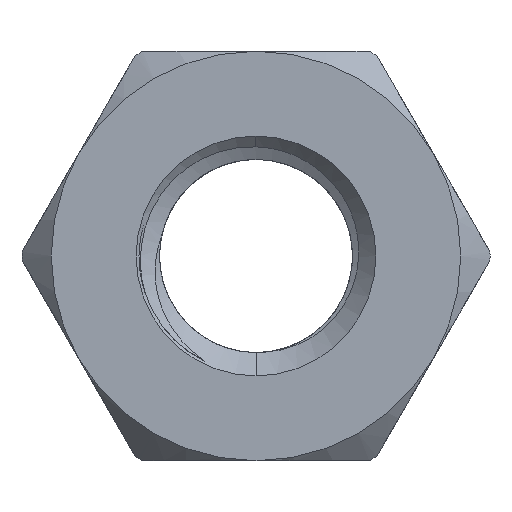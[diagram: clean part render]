
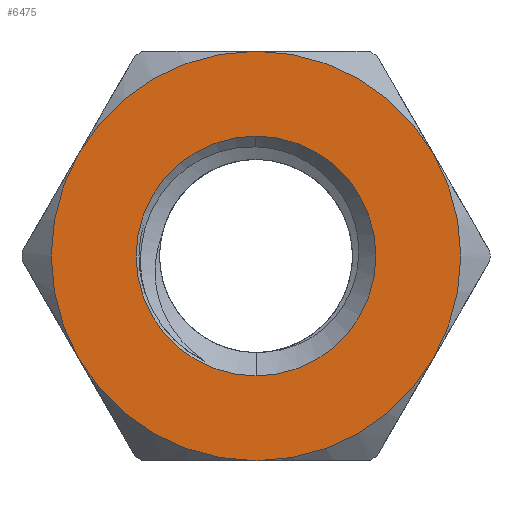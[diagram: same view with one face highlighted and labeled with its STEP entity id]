
A CAD part, front view. The second image highlights one B-rep face of the part: STEP entity #6475.
In plain terms, the highlighted planar face has unit normal (0, -1, 0).
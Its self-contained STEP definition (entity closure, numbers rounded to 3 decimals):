
#567 = CARTESIAN_POINT ( 'NONE',  ( 3.031, 0., 1.75 ) ) ;
#904 = VERTEX_POINT ( 'NONE', #1633 ) ;
#957 = CARTESIAN_POINT ( 'NONE',  ( 0., 0., 0. ) ) ;
#1202 = DIRECTION ( 'NONE',  ( 0., 0., 1. ) ) ;
#1301 = CARTESIAN_POINT ( 'NONE',  ( 0., 0., 0. ) ) ;
#1356 = AXIS2_PLACEMENT_3D ( 'NONE', #8427, #2260, #6837 ) ;
#1372 = DIRECTION ( 'NONE',  ( 0., -1., 0. ) ) ;
#1421 = CARTESIAN_POINT ( 'NONE',  ( -3.031, 0., 1.75 ) ) ;
#1431 = PLANE ( 'NONE',  #1356 ) ;
#1456 = AXIS2_PLACEMENT_3D ( 'NONE', #1301, #1372, #4362 ) ;
#1633 = CARTESIAN_POINT ( 'NONE',  ( 3.031, 0., -1.75 ) ) ;
#1685 = AXIS2_PLACEMENT_3D ( 'NONE', #7379, #8068, #1202 ) ;
#1903 = AXIS2_PLACEMENT_3D ( 'NONE', #957, #4836, #8621 ) ;
#2196 = VERTEX_POINT ( 'NONE', #3578 ) ;
#2213 = EDGE_LOOP ( 'NONE', ( #3768, #6264, #7346, #10006, #3265, #2549 ) ) ;
#2260 = DIRECTION ( 'NONE',  ( 0., 1., 0. ) ) ;
#2304 = VERTEX_POINT ( 'NONE', #567 ) ;
#2353 = EDGE_CURVE ( 'NONE', #10028, #904, #8371, .T. ) ;
#2452 = DIRECTION ( 'NONE',  ( 0., -1., 0. ) ) ;
#2495 = CARTESIAN_POINT ( 'NONE',  ( 0., 0., -3.5 ) ) ;
#2528 = EDGE_LOOP ( 'NONE', ( #4940, #6965 ) ) ;
#2549 = ORIENTED_EDGE ( 'NONE', *, *, #7305, .T. ) ;
#2641 = EDGE_CURVE ( 'NONE', #8907, #8748, #8002, .T. ) ;
#3218 = DIRECTION ( 'NONE',  ( 0., -1., 0. ) ) ;
#3265 = ORIENTED_EDGE ( 'NONE', *, *, #2353, .T. ) ;
#3453 = DIRECTION ( 'NONE',  ( 0., 0., 1. ) ) ;
#3552 = FACE_BOUND ( 'NONE', #2528, .T. ) ;
#3578 = CARTESIAN_POINT ( 'NONE',  ( 0., 0., 3.5 ) ) ;
#3658 = CIRCLE ( 'NONE', #1903, 2.05 ) ;
#3768 = ORIENTED_EDGE ( 'NONE', *, *, #6694, .T. ) ;
#3811 = AXIS2_PLACEMENT_3D ( 'NONE', #9794, #6034, #4414 ) ;
#4300 = DIRECTION ( 'NONE',  ( 0., 0., -1. ) ) ;
#4362 = DIRECTION ( 'NONE',  ( 0., 0., -1. ) ) ;
#4414 = DIRECTION ( 'NONE',  ( 0., 0., 1. ) ) ;
#4680 = AXIS2_PLACEMENT_3D ( 'NONE', #5531, #2452, #7802 ) ;
#4816 = DIRECTION ( 'NONE',  ( 0., 0., 1. ) ) ;
#4836 = DIRECTION ( 'NONE',  ( 0., -1., 0. ) ) ;
#4937 = VERTEX_POINT ( 'NONE', #6735 ) ;
#4940 = ORIENTED_EDGE ( 'NONE', *, *, #9305, .F. ) ;
#5018 = CIRCLE ( 'NONE', #3811, 3.5 ) ;
#5120 = CARTESIAN_POINT ( 'NONE',  ( 0., 0., 0. ) ) ;
#5531 = CARTESIAN_POINT ( 'NONE',  ( 0., 0., 0. ) ) ;
#5792 = CARTESIAN_POINT ( 'NONE',  ( 0., 0., 0. ) ) ;
#5968 = CIRCLE ( 'NONE', #7988, 3.5 ) ;
#6034 = DIRECTION ( 'NONE',  ( 0., -1., 0. ) ) ;
#6211 = FACE_OUTER_BOUND ( 'NONE', #2213, .T. ) ;
#6264 = ORIENTED_EDGE ( 'NONE', *, *, #8112, .T. ) ;
#6475 = ADVANCED_FACE ( 'NONE', ( #3552, #6211 ), #1431, .F. ) ;
#6563 = CIRCLE ( 'NONE', #1685, 3.5 ) ;
#6694 = EDGE_CURVE ( 'NONE', #2304, #2196, #5018, .T. ) ;
#6735 = CARTESIAN_POINT ( 'NONE',  ( 0., 0., 2.05 ) ) ;
#6837 = DIRECTION ( 'NONE',  ( 0., 0., 1. ) ) ;
#6965 = ORIENTED_EDGE ( 'NONE', *, *, #9920, .F. ) ;
#7031 = CARTESIAN_POINT ( 'NONE',  ( -3.031, 0., -1.75 ) ) ;
#7269 = DIRECTION ( 'NONE',  ( 0., -1., 0. ) ) ;
#7305 = EDGE_CURVE ( 'NONE', #904, #2304, #6563, .T. ) ;
#7346 = ORIENTED_EDGE ( 'NONE', *, *, #2641, .T. ) ;
#7379 = CARTESIAN_POINT ( 'NONE',  ( 0., 0., 0. ) ) ;
#7511 = AXIS2_PLACEMENT_3D ( 'NONE', #9324, #3218, #4816 ) ;
#7756 = CARTESIAN_POINT ( 'NONE',  ( 0., 0., -2.05 ) ) ;
#7796 = CIRCLE ( 'NONE', #9453, 2.05 ) ;
#7802 = DIRECTION ( 'NONE',  ( 0., 0., 1. ) ) ;
#7988 = AXIS2_PLACEMENT_3D ( 'NONE', #5792, #9557, #3453 ) ;
#8002 = CIRCLE ( 'NONE', #7511, 3.5 ) ;
#8068 = DIRECTION ( 'NONE',  ( 0., -1., 0. ) ) ;
#8112 = EDGE_CURVE ( 'NONE', #2196, #8907, #5968, .T. ) ;
#8371 = CIRCLE ( 'NONE', #1456, 3.5 ) ;
#8427 = CARTESIAN_POINT ( 'NONE',  ( 0., 0., 0. ) ) ;
#8621 = DIRECTION ( 'NONE',  ( 0., 0., -1. ) ) ;
#8748 = VERTEX_POINT ( 'NONE', #7031 ) ;
#8764 = EDGE_CURVE ( 'NONE', #8748, #10028, #10057, .T. ) ;
#8907 = VERTEX_POINT ( 'NONE', #1421 ) ;
#9192 = VERTEX_POINT ( 'NONE', #7756 ) ;
#9305 = EDGE_CURVE ( 'NONE', #9192, #4937, #3658, .T. ) ;
#9324 = CARTESIAN_POINT ( 'NONE',  ( 0., 0., 0. ) ) ;
#9453 = AXIS2_PLACEMENT_3D ( 'NONE', #5120, #7269, #4300 ) ;
#9557 = DIRECTION ( 'NONE',  ( 0., -1., 0. ) ) ;
#9794 = CARTESIAN_POINT ( 'NONE',  ( 0., 0., 0. ) ) ;
#9920 = EDGE_CURVE ( 'NONE', #4937, #9192, #7796, .T. ) ;
#10006 = ORIENTED_EDGE ( 'NONE', *, *, #8764, .T. ) ;
#10028 = VERTEX_POINT ( 'NONE', #2495 ) ;
#10057 = CIRCLE ( 'NONE', #4680, 3.5 ) ;
